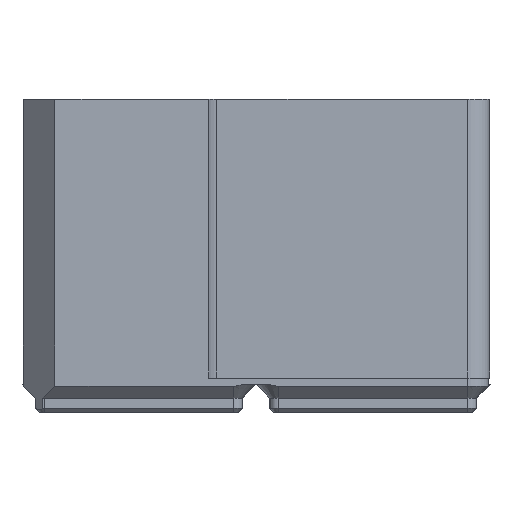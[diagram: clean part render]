
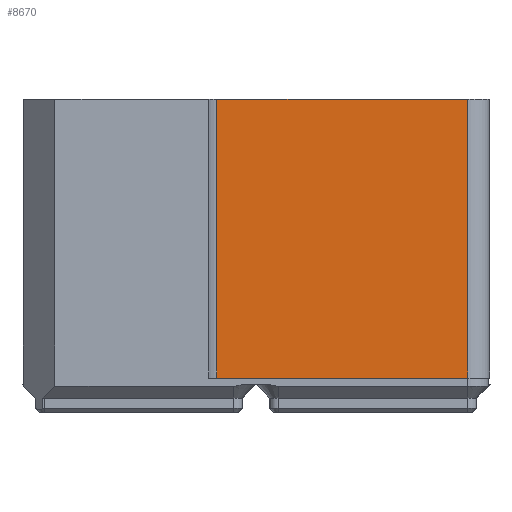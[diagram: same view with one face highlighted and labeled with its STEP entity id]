
A CAD part, left-side view. The second image highlights one B-rep face of the part: STEP entity #8670.
In plain terms, the highlighted planar face has unit normal (-1, 0, 0).
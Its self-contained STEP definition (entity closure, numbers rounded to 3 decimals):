
#1069=FACE_OUTER_BOUND('',#1653,.T.);
#1653=EDGE_LOOP('',(#6309,#6310,#6311,#6312));
#2341=LINE('',#13242,#3071);
#2411=LINE('',#13492,#3141);
#2428=LINE('',#14261,#3158);
#2440=LINE('',#14354,#3170);
#3071=VECTOR('',#10348,10.);
#3141=VECTOR('',#10522,10.);
#3158=VECTOR('',#10609,10.);
#3170=VECTOR('',#10655,10.);
#3845=VERTEX_POINT('',#13239);
#3846=VERTEX_POINT('',#13241);
#3901=VERTEX_POINT('',#13490);
#3927=VERTEX_POINT('',#14259);
#4622=EDGE_CURVE('',#3845,#3846,#2341,.T.);
#4721=EDGE_CURVE('',#3901,#3845,#2411,.T.);
#4777=EDGE_CURVE('',#3927,#3901,#2428,.T.);
#4793=EDGE_CURVE('',#3927,#3846,#2440,.T.);
#6309=ORIENTED_EDGE('',*,*,#4777,.F.);
#6310=ORIENTED_EDGE('',*,*,#4793,.T.);
#6311=ORIENTED_EDGE('',*,*,#4622,.F.);
#6312=ORIENTED_EDGE('',*,*,#4721,.F.);
#8327=PLANE('',#9334);
#8670=ADVANCED_FACE('',(#1069),#8327,.T.);
#9334=AXIS2_PLACEMENT_3D('',#14355,#10656,#10657);
#10348=DIRECTION('',(0.,-1.,0.));
#10522=DIRECTION('',(0.,0.,1.));
#10609=DIRECTION('',(0.,1.,0.));
#10655=DIRECTION('',(0.,0.,1.));
#10656=DIRECTION('center_axis',(-1.,0.,0.));
#10657=DIRECTION('ref_axis',(0.,-1.,0.));
#13239=CARTESIAN_POINT('',(-130.019,9.036,56.2));
#13241=CARTESIAN_POINT('',(-130.019,-35.964,56.2));
#13242=CARTESIAN_POINT('',(-130.019,-35.964,56.2));
#13490=CARTESIAN_POINT('',(-130.019,9.036,6.2));
#13492=CARTESIAN_POINT('',(-130.019,9.036,6.2));
#14259=CARTESIAN_POINT('',(-130.019,-35.964,6.2));
#14261=CARTESIAN_POINT('',(-130.019,-35.964,6.2));
#14354=CARTESIAN_POINT('',(-130.019,-35.964,6.2));
#14355=CARTESIAN_POINT('Origin',(-130.019,9.036,6.2));
